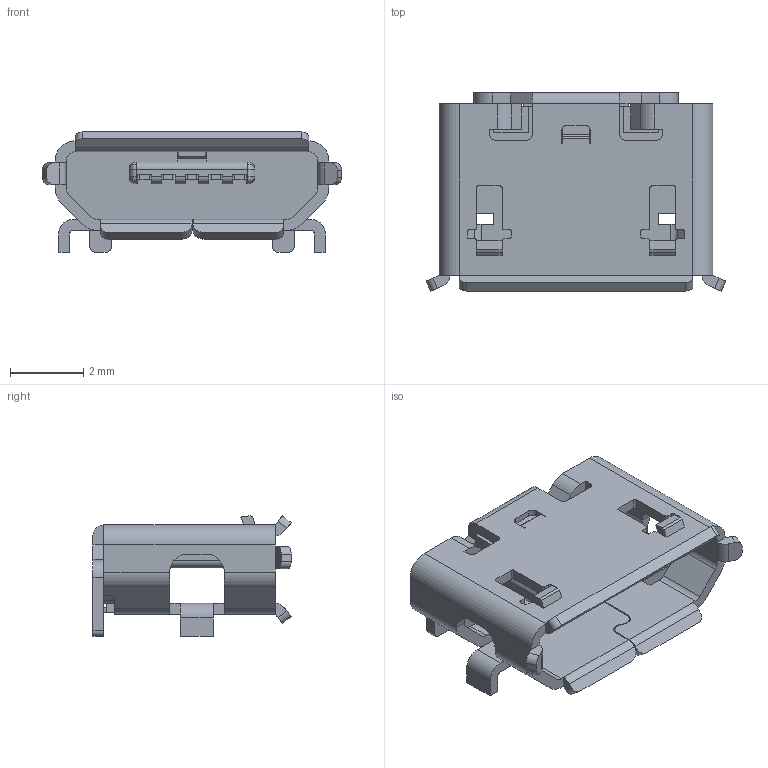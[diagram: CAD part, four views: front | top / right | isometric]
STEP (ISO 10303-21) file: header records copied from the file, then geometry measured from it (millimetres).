
FILE_DESCRIPTION(('FreeCAD Model'),'2;1');
FILE_NAME('User Library-MicroUSB-B_Molex_105017-0001.step','2017-09-10T02:01:49',( 'kicad StepUp'),('ksu MCAD'),'Open CASCADE STEP processor 6.8', 'FreeCAD','Unknown');
FILE_SCHEMA(('AUTOMOTIVE_DESIGN_CC2 { 1 2 10303 214 -1 1 5 4 }'));
Length unit declared in the file: millimetre
Products named in the file (2): ASSEMBLY; User_Library-MicroUSB-B_Molex_105017-0001
Assembly tree (1 placements, depth 2):
  ASSEMBLY
    User_Library-MicroUSB-B_Molex_105017-0001
Bounding box: 8.2 x 5.43 x 3.3 mm (x, y, z)
Volume: 43.2 mm3; surface area: 260.2 mm2
Topology: 1 solids, 1 shells, 436 faces, 1324 edges, 856 vertices
Faces by surface type: plane 298, cylinder 130, bspline 8
Entity records: 14847 total; most frequent: CARTESIAN_POINT 2766, ORIENTED_EDGE 2632, DIRECTION 2436, EDGE_CURVE 1316, LINE 1032, VECTOR 1032, VERTEX_POINT 856, AXIS2_PLACEMENT_3D 702
